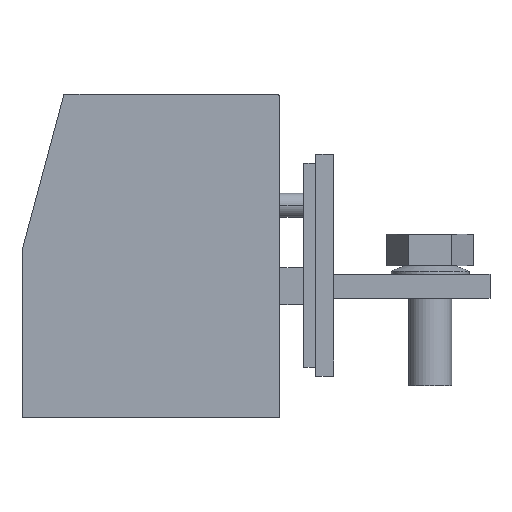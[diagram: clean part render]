
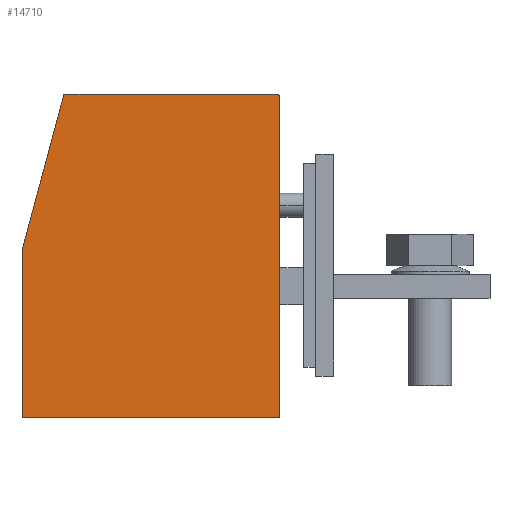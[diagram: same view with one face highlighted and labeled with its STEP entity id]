
A CAD part, top view. The second image highlights one B-rep face of the part: STEP entity #14710.
In plain terms, the highlighted planar face has unit normal (0, 0, 1).
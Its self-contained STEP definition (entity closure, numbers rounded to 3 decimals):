
#200=CARTESIAN_POINT('',(-337.193,802.835,18.8));
#210=VERTEX_POINT('',#200);
#240=CARTESIAN_POINT('',(-552.312,0.,18.8));
#250=DIRECTION('',(0.259,0.966,0.));
#260=VECTOR('',#250,1.);
#270=LINE('',#240,#260);
#280=CARTESIAN_POINT('',(-344.193,776.71,18.8));
#290=VERTEX_POINT('',#280);
#300=EDGE_CURVE('',#290,#210,#270,.T.);
#1420=CARTESIAN_POINT('',(-344.193,0.,18.8));
#1430=DIRECTION('',(0.,1.,0.));
#1440=VECTOR('',#1430,1.);
#1450=LINE('',#1420,#1440);
#1460=CARTESIAN_POINT('',(-344.193,748.835,18.8));
#1470=VERTEX_POINT('',#1460);
#1480=EDGE_CURVE('',#1470,#290,#1450,.T.);
#2260=CARTESIAN_POINT('',(0.,748.835,18.8));
#2270=DIRECTION('',(-1.,0.,0.));
#2280=VECTOR('',#2270,1.);
#2290=LINE('',#2260,#2280);
#2300=CARTESIAN_POINT('',(-301.193,748.835,18.8));
#2310=VERTEX_POINT('',#2300);
#2320=EDGE_CURVE('',#2310,#1470,#2290,.T.);
#3330=CARTESIAN_POINT('',(-301.193,0.,18.8));
#3340=DIRECTION('',(0.,-1.,0.));
#3350=VECTOR('',#3340,1.);
#3360=LINE('',#3330,#3350);
#3370=CARTESIAN_POINT('',(-301.193,802.335,18.8));
#3380=VERTEX_POINT('',#3370);
#3390=EDGE_CURVE('',#3380,#2310,#3360,.T.);
#4680=CARTESIAN_POINT('',(-301.693,802.335,18.8));
#4690=DIRECTION('',(0.,0.,1.));
#4700=DIRECTION('',(1.,0.,0.));
#4710=AXIS2_PLACEMENT_3D('',#4680,#4690,#4700);
#4720=CIRCLE('',#4710,0.5);
#4730=CARTESIAN_POINT('',(-301.693,802.835,18.8));
#4740=VERTEX_POINT('',#4730);
#4750=EDGE_CURVE('',#3380,#4740,#4720,.T.);
#13840=CARTESIAN_POINT('',(0.,802.835,18.8));
#13850=DIRECTION('',(1.,0.,0.));
#13860=VECTOR('',#13850,1.);
#13870=LINE('',#13840,#13860);
#13880=EDGE_CURVE('',#210,#4740,#13870,.T.);
#14580=CARTESIAN_POINT('',(0.,0.,18.8));
#14590=DIRECTION('',(0.,0.,1.));
#14600=DIRECTION('',(1.,0.,0.));
#14610=AXIS2_PLACEMENT_3D('',#14580,#14590,#14600);
#14620=PLANE('',#14610);
#14630=ORIENTED_EDGE('',*,*,#2320,.F.);
#14640=ORIENTED_EDGE('',*,*,#1480,.F.);
#14650=ORIENTED_EDGE('',*,*,#300,.F.);
#14660=ORIENTED_EDGE('',*,*,#13880,.F.);
#14670=ORIENTED_EDGE('',*,*,#4750,.T.);
#14680=ORIENTED_EDGE('',*,*,#3390,.F.);
#14690=EDGE_LOOP('',(#14680,#14670,#14660,#14650,#14640,#14630));
#14700=FACE_OUTER_BOUND('',#14690,.T.);
#14710=ADVANCED_FACE('',(#14700),#14620,.T.);
